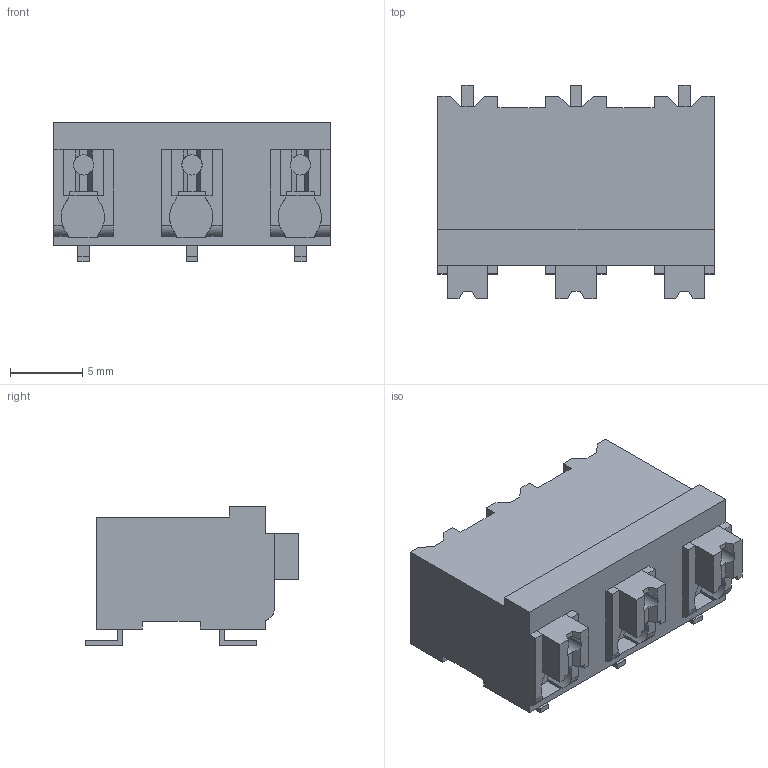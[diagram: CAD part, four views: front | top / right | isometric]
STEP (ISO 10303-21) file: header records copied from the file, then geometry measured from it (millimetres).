
FILE_DESCRIPTION(('CATIA V5 STEP Exchange','CAx-IF Rec.Pracs.--- Model Styling and Organization---1.2---2011-12-15'),'2;1');
FILE_NAME ('D1452253_0_1473950000_1473950000.stp','2018-03-19T12:43:13+00:00',('none'),('Weidmueller'),'CATIA Version 5-6 Release 2014','CATIA V5 STEP AP214','none');
FILE_SCHEMA(('AUTOMOTIVE_DESIGN { 1 0 10303 214 1 1 1 1 }'));
Length unit declared in the file: millimetre
Products named in the file (1): 1473950000
Bounding box: 19.13 x 14.75 x 9.65 mm (x, y, z)
Volume: 1420.3 mm3; surface area: 1582.3 mm2
Topology: 10 solids, 10 shells, 259 faces, 729 edges, 488 vertices
Faces by surface type: plane 241, cylinder 18
Entity records: 8140 total; most frequent: CARTESIAN_POINT 1540, ORIENTED_EDGE 1458, DIRECTION 1098, EDGE_CURVE 729, VECTOR 663, LINE 663, VERTEX_POINT 488, EDGE_LOOP 263
